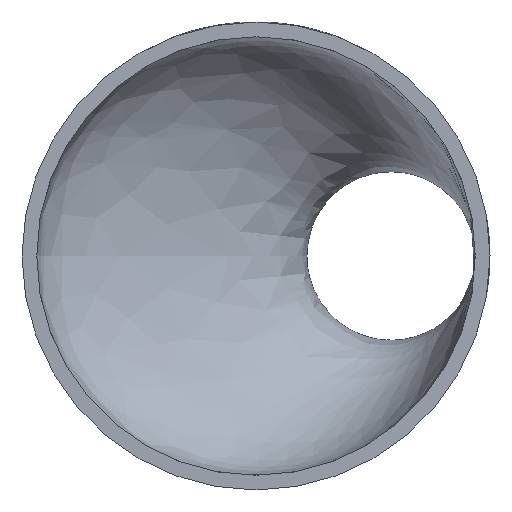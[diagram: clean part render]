
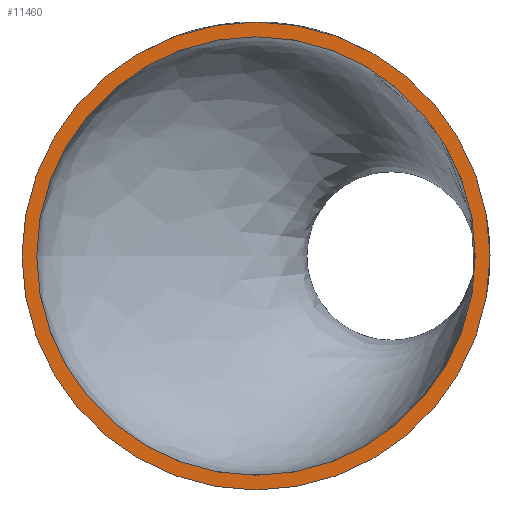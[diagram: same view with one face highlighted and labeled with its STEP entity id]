
A CAD part, left-side view. The second image highlights one B-rep face of the part: STEP entity #11460.
In plain terms, the highlighted planar face has unit normal (-1, 0, 0).
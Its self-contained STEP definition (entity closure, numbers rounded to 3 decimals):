
#251 = DIRECTION ( 'NONE',  ( 0., 0., 1. ) ) ;
#1509 = CIRCLE ( 'NONE', #6651, 53.55 ) ;
#1648 = DIRECTION ( 'NONE',  ( 0., 0., 1. ) ) ;
#1657 = EDGE_LOOP ( 'NONE', ( #13440 ) ) ;
#2674 = AXIS2_PLACEMENT_3D ( 'NONE', #16860, #15279, #11004 ) ;
#5591 = EDGE_CURVE ( 'NONE', #9155, #9155, #1509, .T. ) ;
#6183 = AXIS2_PLACEMENT_3D ( 'NONE', #7937, #13894, #251 ) ;
#6651 = AXIS2_PLACEMENT_3D ( 'NONE', #15393, #16871, #1648 ) ;
#7937 = CARTESIAN_POINT ( 'NONE',  ( 0., 0., 0. ) ) ;
#9155 = VERTEX_POINT ( 'NONE', #18382 ) ;
#9944 = EDGE_CURVE ( 'NONE', #13616, #13616, #19153, .T. ) ;
#10731 = CARTESIAN_POINT ( 'NONE',  ( 0., 0., 57.15 ) ) ;
#11004 = DIRECTION ( 'NONE',  ( 0., 0., 1. ) ) ;
#11460 = ADVANCED_FACE ( 'NONE', ( #15571, #18264 ), #18454, .T. ) ;
#13440 = ORIENTED_EDGE ( 'NONE', *, *, #9944, .T. ) ;
#13616 = VERTEX_POINT ( 'NONE', #10731 ) ;
#13894 = DIRECTION ( 'NONE',  ( -1., 0., 0. ) ) ;
#15279 = DIRECTION ( 'NONE',  ( -1., 0., 0. ) ) ;
#15393 = CARTESIAN_POINT ( 'NONE',  ( 0., 0., 0. ) ) ;
#15421 = EDGE_LOOP ( 'NONE', ( #19541 ) ) ;
#15571 = FACE_BOUND ( 'NONE', #15421, .T. ) ;
#16860 = CARTESIAN_POINT ( 'NONE',  ( 0., 0., 0. ) ) ;
#16871 = DIRECTION ( 'NONE',  ( -1., 0., 0. ) ) ;
#18264 = FACE_OUTER_BOUND ( 'NONE', #1657, .T. ) ;
#18382 = CARTESIAN_POINT ( 'NONE',  ( 0., 0., 53.55 ) ) ;
#18454 = PLANE ( 'NONE',  #2674 ) ;
#19153 = CIRCLE ( 'NONE', #6183, 57.15 ) ;
#19541 = ORIENTED_EDGE ( 'NONE', *, *, #5591, .F. ) ;
